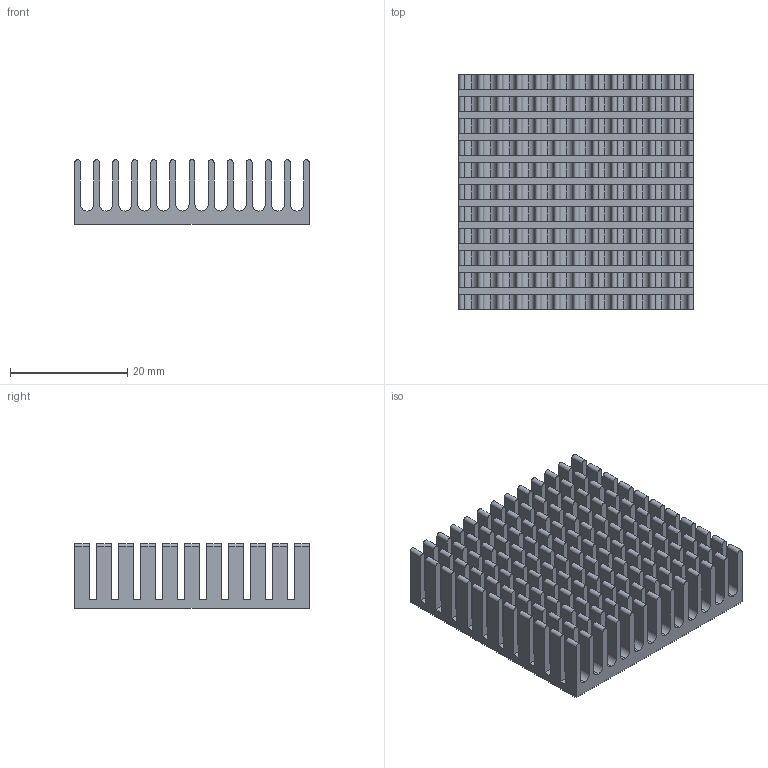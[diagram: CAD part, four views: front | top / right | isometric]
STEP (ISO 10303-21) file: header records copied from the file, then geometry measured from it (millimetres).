
FILE_DESCRIPTION (( 'STEP AP214' ), '1' );
FILE_NAME ('heatsink_40x40x11mm_blk.STEP', '2024-12-17T00:51:30', ( 'Andrey' ), ( '' ), 'SwSTEP 2.0', 'SolidWorks 2024', '' );
FILE_SCHEMA (( 'AUTOMOTIVE_DESIGN' ));
Length unit declared in the file: millimetre
Products named in the file (1): heatsink_40x40x11mm_blk
Bounding box: 40 x 40 x 11 mm (x, y, z)
Volume: 6494 mm3; surface area: 12540.6 mm2
Topology: 1 solids, 1 shells, 706 faces, 2112 edges, 1408 vertices
Faces by surface type: cylinder 407, plane 299
Entity records: 24093 total; most frequent: DIRECTION 4340, CARTESIAN_POINT 4227, ORIENTED_EDGE 4224, EDGE_CURVE 2112, AXIS2_PLACEMENT_3D 1521, VERTEX_POINT 1408, VECTOR 1298, LINE 1298
